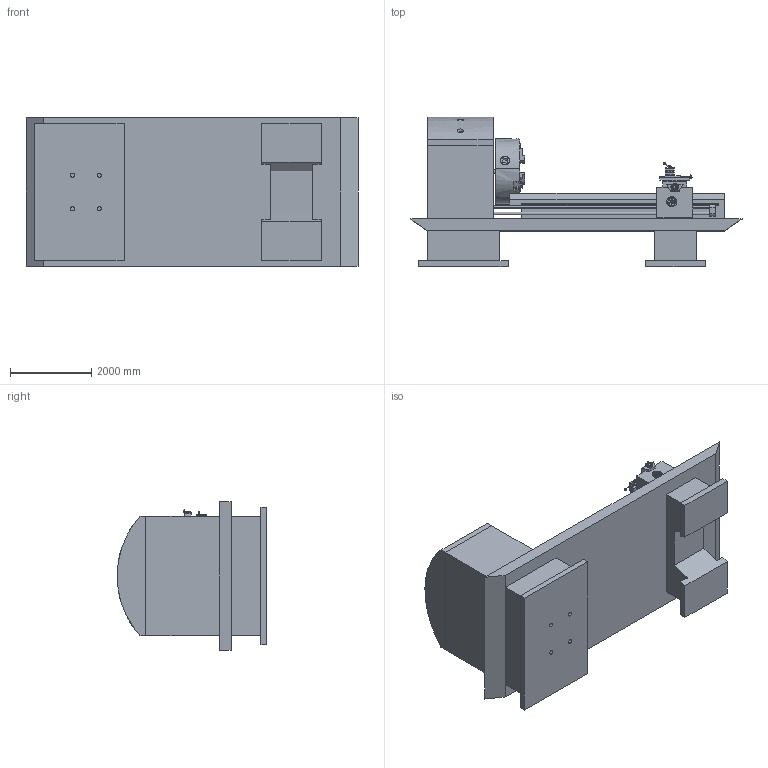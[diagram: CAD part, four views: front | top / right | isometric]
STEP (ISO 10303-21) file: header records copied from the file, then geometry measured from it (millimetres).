
FILE_DESCRIPTION(('FreeCAD Model'),'2;1');
FILE_NAME('Open CASCADE Shape Model','2025-05-09T06:38:47',('FreeCAD'),( 'FreeCAD'),'Open CASCADE STEP processor 7.6','FreeCAD','Unknown');
FILE_SCHEMA(('AUTOMOTIVE_DESIGN { 1 0 10303 214 1 1 1 1 }'));
Products named in the file (1): Open CASCADE STEP translator 7.6 1
Bounding box: 8161.8 x 3679.99 x 3662.46 mm (x, y, z)
Volume: 14486988575.8 mm3; surface area: 272877241.4 mm2
Topology: 50 solids, 50 shells, 4481 faces, 12712 edges, 8420 vertices
Faces by surface type: bspline 4481
Entity records: 207577 total; most frequent: CARTESIAN_POINT 132391, ORIENTED_EDGE 25400, EDGE_CURVE 12700, B_SPLINE_CURVE_WITH_KNOTS 10938, VERTEX_POINT 8420, FACE_BOUND 4772, EDGE_LOOP 4772, ADVANCED_FACE 4481
